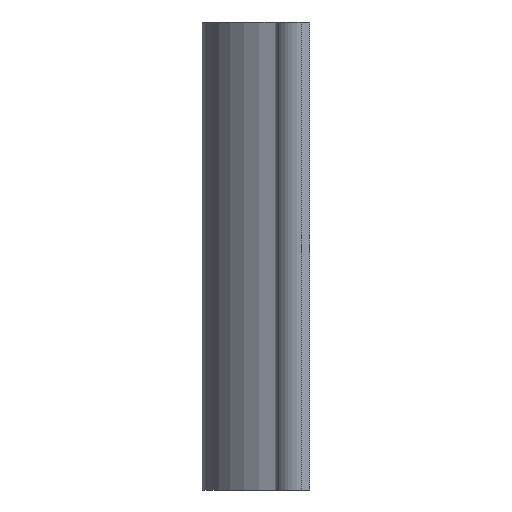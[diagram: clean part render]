
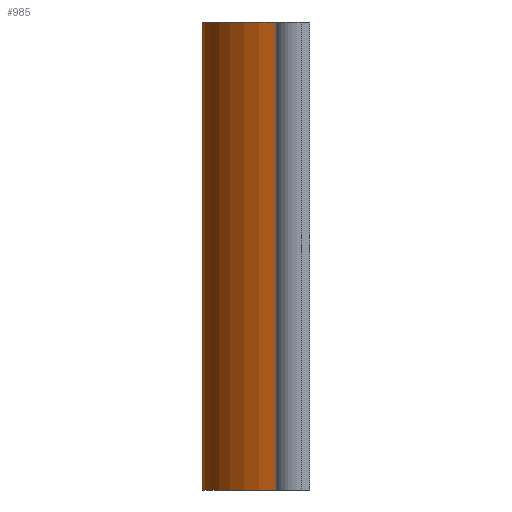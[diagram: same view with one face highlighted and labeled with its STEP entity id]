
A CAD part, left-side view. The second image highlights one B-rep face of the part: STEP entity #985.
In plain terms, the highlighted cylindrical face has radius 12.5 mm (diameter 25 mm), a partial arc.
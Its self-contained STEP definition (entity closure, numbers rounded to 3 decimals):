
#43 = PLANE('',#44);
#44 = AXIS2_PLACEMENT_3D('',#45,#46,#47);
#45 = CARTESIAN_POINT('',(7.45,0.,54.));
#46 = DIRECTION('',(0.,0.,-1.));
#47 = DIRECTION('',(-1.,0.,0.));
#218 = VERTEX_POINT('',#219);
#219 = CARTESIAN_POINT('',(-11.843,4.,54.));
#233 = PLANE('',#234);
#234 = AXIS2_PLACEMENT_3D('',#235,#236,#237);
#235 = CARTESIAN_POINT('',(-21.843,4.,0.));
#236 = DIRECTION('',(0.,1.,0.));
#237 = DIRECTION('',(1.,0.,0.));
#245 = EDGE_CURVE('',#246,#218,#248,.T.);
#246 = VERTEX_POINT('',#247);
#247 = CARTESIAN_POINT('',(11.843,4.,54.));
#248 = SURFACE_CURVE('',#249,(#254,#265),.PCURVE_S1.);
#249 = CIRCLE('',#250,12.5);
#250 = AXIS2_PLACEMENT_3D('',#251,#252,#253);
#251 = CARTESIAN_POINT('',(0.,0.,54.));
#252 = DIRECTION('',(0.,0.,1.));
#253 = DIRECTION('',(1.,0.,0.));
#254 = PCURVE('',#43,#255);
#255 = DEFINITIONAL_REPRESENTATION('',(#256),#264);
#256 = ( BOUNDED_CURVE() B_SPLINE_CURVE(2,(#257,#258,#259,#260,#261,#262
,#263),.UNSPECIFIED.,.F.,.F.) B_SPLINE_CURVE_WITH_KNOTS((1,2,2,2,2,1),(
    -2.094,0.,2.094,4.189,6.283,
8.378),.UNSPECIFIED.) CURVE() GEOMETRIC_REPRESENTATION_ITEM() 
RATIONAL_B_SPLINE_CURVE((1.,0.5,1.,0.5,1.,0.5,1.)) REPRESENTATION_ITEM(
  '') );
#257 = CARTESIAN_POINT('',(-5.05,0.));
#258 = CARTESIAN_POINT('',(-5.05,21.651));
#259 = CARTESIAN_POINT('',(13.7,10.825));
#260 = CARTESIAN_POINT('',(32.45,0.));
#261 = CARTESIAN_POINT('',(13.7,-10.825));
#262 = CARTESIAN_POINT('',(-5.05,-21.651));
#263 = CARTESIAN_POINT('',(-5.05,0.));
#264 = ( GEOMETRIC_REPRESENTATION_CONTEXT(2) 
PARAMETRIC_REPRESENTATION_CONTEXT() REPRESENTATION_CONTEXT('2D SPACE',''
  ) );
#265 = PCURVE('',#266,#271);
#266 = CYLINDRICAL_SURFACE('',#267,12.5);
#267 = AXIS2_PLACEMENT_3D('',#268,#269,#270);
#268 = CARTESIAN_POINT('',(0.,0.,0.));
#269 = DIRECTION('',(-0.,-0.,-1.));
#270 = DIRECTION('',(1.,0.,0.));
#271 = DEFINITIONAL_REPRESENTATION('',(#272),#276);
#272 = LINE('',#273,#274);
#273 = CARTESIAN_POINT('',(-0.,-54.));
#274 = VECTOR('',#275,1.);
#275 = DIRECTION('',(-1.,0.));
#276 = ( GEOMETRIC_REPRESENTATION_CONTEXT(2) 
PARAMETRIC_REPRESENTATION_CONTEXT() REPRESENTATION_CONTEXT('2D SPACE',''
  ) );
#294 = PLANE('',#295);
#295 = AXIS2_PLACEMENT_3D('',#296,#297,#298);
#296 = CARTESIAN_POINT('',(21.843,4.,0.));
#297 = DIRECTION('',(0.,-1.,0.));
#298 = DIRECTION('',(-1.,0.,0.));
#358 = PLANE('',#359);
#359 = AXIS2_PLACEMENT_3D('',#360,#361,#362);
#360 = CARTESIAN_POINT('',(7.45,0.,0.));
#361 = DIRECTION('',(0.,0.,-1.));
#362 = DIRECTION('',(-1.,0.,0.));
#799 = VERTEX_POINT('',#800);
#800 = CARTESIAN_POINT('',(11.843,4.,0.));
#823 = EDGE_CURVE('',#799,#246,#824,.T.);
#824 = SURFACE_CURVE('',#825,(#829,#836),.PCURVE_S1.);
#825 = LINE('',#826,#827);
#826 = CARTESIAN_POINT('',(11.843,4.,0.));
#827 = VECTOR('',#828,1.);
#828 = DIRECTION('',(0.,0.,1.));
#829 = PCURVE('',#294,#830);
#830 = DEFINITIONAL_REPRESENTATION('',(#831),#835);
#831 = LINE('',#832,#833);
#832 = CARTESIAN_POINT('',(10.,0.));
#833 = VECTOR('',#834,1.);
#834 = DIRECTION('',(0.,-1.));
#835 = ( GEOMETRIC_REPRESENTATION_CONTEXT(2) 
PARAMETRIC_REPRESENTATION_CONTEXT() REPRESENTATION_CONTEXT('2D SPACE',''
  ) );
#836 = PCURVE('',#266,#837);
#837 = DEFINITIONAL_REPRESENTATION('',(#838),#842);
#838 = LINE('',#839,#840);
#839 = CARTESIAN_POINT('',(-0.326,0.));
#840 = VECTOR('',#841,1.);
#841 = DIRECTION('',(-0.,-1.));
#842 = ( GEOMETRIC_REPRESENTATION_CONTEXT(2) 
PARAMETRIC_REPRESENTATION_CONTEXT() REPRESENTATION_CONTEXT('2D SPACE',''
  ) );
#985 = ADVANCED_FACE('',(#986),#266,.T.);
#986 = FACE_BOUND('',#987,.F.);
#987 = EDGE_LOOP('',(#988,#989,#990,#1013));
#988 = ORIENTED_EDGE('',*,*,#823,.T.);
#989 = ORIENTED_EDGE('',*,*,#245,.T.);
#990 = ORIENTED_EDGE('',*,*,#991,.F.);
#991 = EDGE_CURVE('',#992,#218,#994,.T.);
#992 = VERTEX_POINT('',#993);
#993 = CARTESIAN_POINT('',(-11.843,4.,0.));
#994 = SURFACE_CURVE('',#995,(#999,#1006),.PCURVE_S1.);
#995 = LINE('',#996,#997);
#996 = CARTESIAN_POINT('',(-11.843,4.,0.));
#997 = VECTOR('',#998,1.);
#998 = DIRECTION('',(0.,0.,1.));
#999 = PCURVE('',#266,#1000);
#1000 = DEFINITIONAL_REPRESENTATION('',(#1001),#1005);
#1001 = LINE('',#1002,#1003);
#1002 = CARTESIAN_POINT('',(-2.816,0.));
#1003 = VECTOR('',#1004,1.);
#1004 = DIRECTION('',(-0.,-1.));
#1005 = ( GEOMETRIC_REPRESENTATION_CONTEXT(2) 
PARAMETRIC_REPRESENTATION_CONTEXT() REPRESENTATION_CONTEXT('2D SPACE',''
  ) );
#1006 = PCURVE('',#233,#1007);
#1007 = DEFINITIONAL_REPRESENTATION('',(#1008),#1012);
#1008 = LINE('',#1009,#1010);
#1009 = CARTESIAN_POINT('',(10.,0.));
#1010 = VECTOR('',#1011,1.);
#1011 = DIRECTION('',(0.,-1.));
#1012 = ( GEOMETRIC_REPRESENTATION_CONTEXT(2) 
PARAMETRIC_REPRESENTATION_CONTEXT() REPRESENTATION_CONTEXT('2D SPACE',''
  ) );
#1013 = ORIENTED_EDGE('',*,*,#1014,.F.);
#1014 = EDGE_CURVE('',#799,#992,#1015,.T.);
#1015 = SURFACE_CURVE('',#1016,(#1021,#1028),.PCURVE_S1.);
#1016 = CIRCLE('',#1017,12.5);
#1017 = AXIS2_PLACEMENT_3D('',#1018,#1019,#1020);
#1018 = CARTESIAN_POINT('',(0.,0.,0.));
#1019 = DIRECTION('',(0.,0.,1.));
#1020 = DIRECTION('',(1.,0.,0.));
#1021 = PCURVE('',#266,#1022);
#1022 = DEFINITIONAL_REPRESENTATION('',(#1023),#1027);
#1023 = LINE('',#1024,#1025);
#1024 = CARTESIAN_POINT('',(-0.,0.));
#1025 = VECTOR('',#1026,1.);
#1026 = DIRECTION('',(-1.,0.));
#1027 = ( GEOMETRIC_REPRESENTATION_CONTEXT(2) 
PARAMETRIC_REPRESENTATION_CONTEXT() REPRESENTATION_CONTEXT('2D SPACE',''
  ) );
#1028 = PCURVE('',#358,#1029);
#1029 = DEFINITIONAL_REPRESENTATION('',(#1030),#1038);
#1030 = ( BOUNDED_CURVE() B_SPLINE_CURVE(2,(#1031,#1032,#1033,#1034,
#1035,#1036,#1037),.UNSPECIFIED.,.F.,.F.) B_SPLINE_CURVE_WITH_KNOTS((1,2
    ,2,2,2,1),(-2.094,0.,2.094,4.189,
6.283,8.378),.UNSPECIFIED.) CURVE() 
GEOMETRIC_REPRESENTATION_ITEM() RATIONAL_B_SPLINE_CURVE((1.,0.5,1.,0.5,
1.,0.5,1.)) REPRESENTATION_ITEM('') );
#1031 = CARTESIAN_POINT('',(-5.05,0.));
#1032 = CARTESIAN_POINT('',(-5.05,21.651));
#1033 = CARTESIAN_POINT('',(13.7,10.825));
#1034 = CARTESIAN_POINT('',(32.45,0.));
#1035 = CARTESIAN_POINT('',(13.7,-10.825));
#1036 = CARTESIAN_POINT('',(-5.05,-21.651));
#1037 = CARTESIAN_POINT('',(-5.05,0.));
#1038 = ( GEOMETRIC_REPRESENTATION_CONTEXT(2) 
PARAMETRIC_REPRESENTATION_CONTEXT() REPRESENTATION_CONTEXT('2D SPACE',''
  ) );
